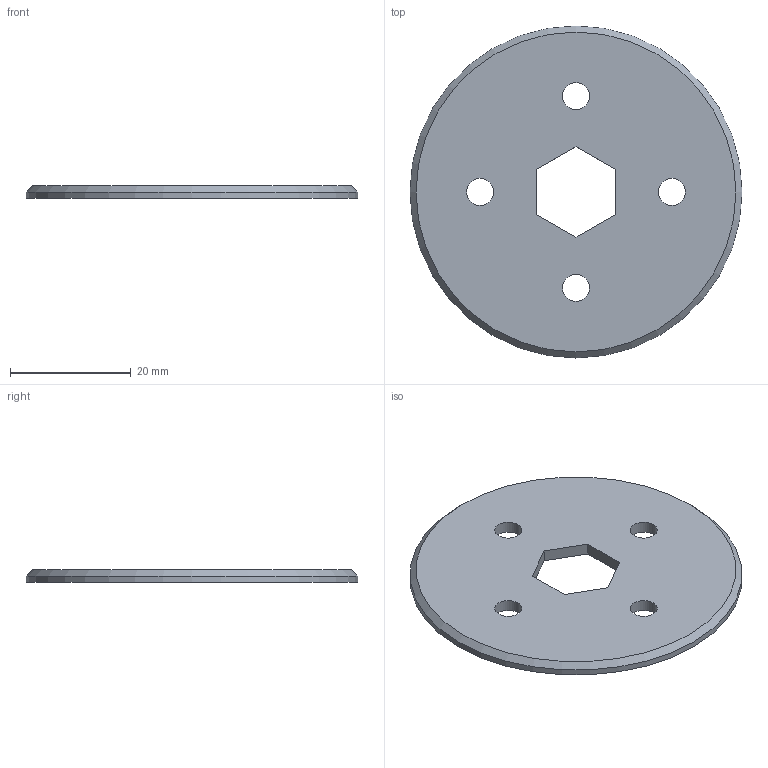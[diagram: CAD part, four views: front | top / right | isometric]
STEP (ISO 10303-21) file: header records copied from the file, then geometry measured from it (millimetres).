
FILE_DESCRIPTION(/* description */ (''),/* implementation_level */ '2;1');
FILE_NAME(/* name */ '53t_gt2_flange.stp',/* time_stamp */ '2024-02-17T19:33:39-05:00',/* author */ ('dlangdon'),/* organization */ (''),/* preprocessor_version */ 'ST-DEVELOPER v19',/* originating_system */ 'Autodesk Inventor 2023',/* authorisation */ '');
FILE_SCHEMA (('AUTOMOTIVE_DESIGN { 1 0 10303 214 3 1 1 }'));
Length unit declared in the file: inch
Products named in the file (1): 53t_gt2_flange
Bounding box: 55 x 55 x 2 mm (x, y, z)
Volume: 4248.7 mm3; surface area: 4779.8 mm2
Topology: 1 solids, 1 shells, 14 faces, 36 edges, 24 vertices
Faces by surface type: plane 8, cylinder 5, cone 1
Full cylindrical faces by diameter (mm): 4.496 x4, 55 x1
Entity records: 497 total; most frequent: DIRECTION 78, CARTESIAN_POINT 75, ORIENTED_EDGE 72, EDGE_CURVE 36, AXIS2_PLACEMENT_3D 27, EDGE_LOOP 24, LINE 24, VECTOR 24
